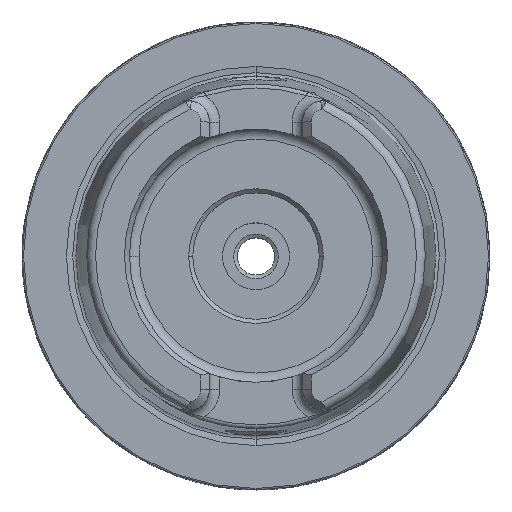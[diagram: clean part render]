
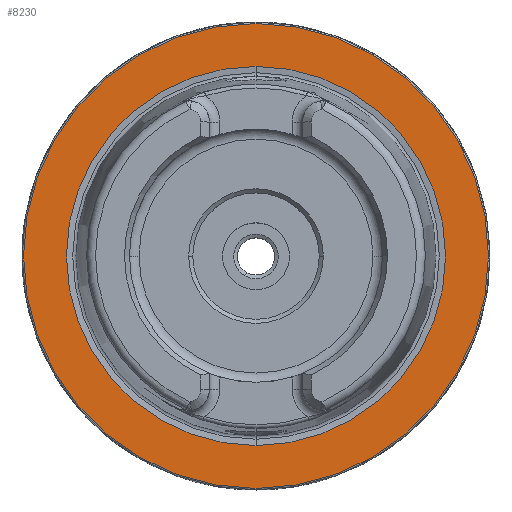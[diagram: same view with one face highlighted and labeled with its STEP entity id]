
A CAD part, top view. The second image highlights one B-rep face of the part: STEP entity #8230.
In plain terms, the highlighted planar face has unit normal (0, 0, 1).
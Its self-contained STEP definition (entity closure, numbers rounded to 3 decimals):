
#98 = EDGE_CURVE ( 'NONE', #233, #266, #20402, .T. ) ;
#233 = VERTEX_POINT ( 'NONE', #25215 ) ;
#266 = VERTEX_POINT ( 'NONE', #25016 ) ;
#490 = CARTESIAN_POINT ( 'NONE',  ( 0., 0., 0. ) ) ;
#952 = VERTEX_POINT ( 'NONE', #18662 ) ;
#1535 = ORIENTED_EDGE ( 'NONE', *, *, #24164, .T. ) ;
#2046 = EDGE_LOOP ( 'NONE', ( #1535, #2621 ) ) ;
#2215 = PLANE ( 'NONE',  #18584 ) ;
#2307 = AXIS2_PLACEMENT_3D ( 'NONE', #12496, #28008, #14688 ) ;
#2621 = ORIENTED_EDGE ( 'NONE', *, *, #98, .T. ) ;
#2635 = EDGE_LOOP ( 'NONE', ( #13914, #11151 ) ) ;
#2658 = DIRECTION ( 'NONE',  ( 0., 1., 0. ) ) ;
#4466 = CARTESIAN_POINT ( 'NONE',  ( 0., 31.47, 0. ) ) ;
#6212 = AXIS2_PLACEMENT_3D ( 'NONE', #9291, #24728, #11528 ) ;
#6619 = CARTESIAN_POINT ( 'NONE',  ( 0., 25.5, 0. ) ) ;
#6713 = DIRECTION ( 'NONE',  ( 0., -1., 0. ) ) ;
#8230 = ADVANCED_FACE ( 'NONE', ( #26789, #20816 ), #2215, .T. ) ;
#9291 = CARTESIAN_POINT ( 'NONE',  ( 0., 0., 0. ) ) ;
#10081 = CARTESIAN_POINT ( 'NONE',  ( 0., 0., 0. ) ) ;
#11151 = ORIENTED_EDGE ( 'NONE', *, *, #14546, .T. ) ;
#11171 = DIRECTION ( 'NONE',  ( 0., -1., 0. ) ) ;
#11528 = DIRECTION ( 'NONE',  ( 0., -1., 0. ) ) ;
#11881 = AXIS2_PLACEMENT_3D ( 'NONE', #10081, #16950, #11171 ) ;
#12496 = CARTESIAN_POINT ( 'NONE',  ( 0., 0., 0. ) ) ;
#13914 = ORIENTED_EDGE ( 'NONE', *, *, #17592, .T. ) ;
#14546 = EDGE_CURVE ( 'NONE', #22452, #952, #23846, .T. ) ;
#14688 = DIRECTION ( 'NONE',  ( 0., 1., 0. ) ) ;
#15822 = DIRECTION ( 'NONE',  ( 0., 0., -1. ) ) ;
#16950 = DIRECTION ( 'NONE',  ( 0., 0., 1. ) ) ;
#17172 = CIRCLE ( 'NONE', #2307, 25.5 ) ;
#17592 = EDGE_CURVE ( 'NONE', #952, #22452, #17172, .T. ) ;
#18584 = AXIS2_PLACEMENT_3D ( 'NONE', #4466, #19890, #6713 ) ;
#18662 = CARTESIAN_POINT ( 'NONE',  ( 0., -25.5, 0. ) ) ;
#19890 = DIRECTION ( 'NONE',  ( 0., 0., 1. ) ) ;
#20402 = CIRCLE ( 'NONE', #11881, 31.27 ) ;
#20816 = FACE_BOUND ( 'NONE', #2635, .T. ) ;
#22349 = CIRCLE ( 'NONE', #6212, 31.27 ) ;
#22452 = VERTEX_POINT ( 'NONE', #6619 ) ;
#23623 = AXIS2_PLACEMENT_3D ( 'NONE', #490, #15822, #2658 ) ;
#23846 = CIRCLE ( 'NONE', #23623, 25.5 ) ;
#24164 = EDGE_CURVE ( 'NONE', #266, #233, #22349, .T. ) ;
#24728 = DIRECTION ( 'NONE',  ( 0., 0., 1. ) ) ;
#25016 = CARTESIAN_POINT ( 'NONE',  ( 0., -31.27, 0. ) ) ;
#25215 = CARTESIAN_POINT ( 'NONE',  ( 0., 31.27, 0. ) ) ;
#26789 = FACE_OUTER_BOUND ( 'NONE', #2046, .T. ) ;
#28008 = DIRECTION ( 'NONE',  ( 0., 0., -1. ) ) ;
